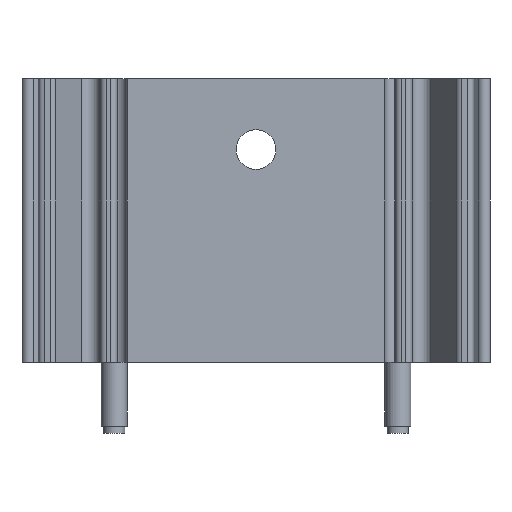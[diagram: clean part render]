
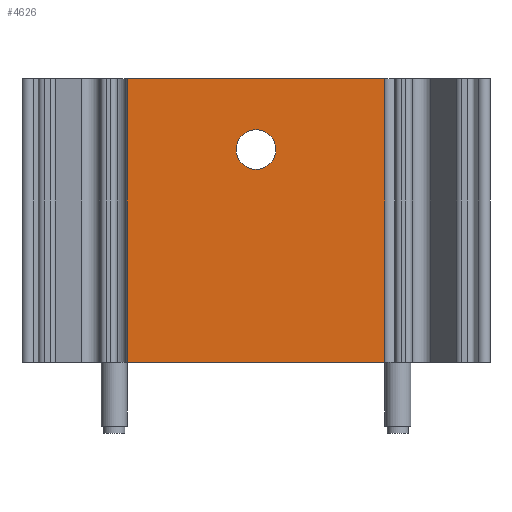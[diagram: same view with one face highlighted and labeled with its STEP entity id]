
A CAD part, front view. The second image highlights one B-rep face of the part: STEP entity #4626.
In plain terms, the highlighted planar face has unit normal (0, -1, 0).
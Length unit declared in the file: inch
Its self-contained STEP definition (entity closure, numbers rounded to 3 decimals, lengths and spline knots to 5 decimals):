
#168=DIRECTION('',(1.,0.,0.));
#169=VECTOR('',#168,0.909);
#170=CARTESIAN_POINT('',(-0.4545,0.,0.5));
#171=LINE('',#170,#169);
#1004=DIRECTION('',(1.,0.,0.));
#1005=VECTOR('',#1004,0.909);
#1006=CARTESIAN_POINT('',(-0.4545,0.,-0.5));
#1007=LINE('',#1006,#1005);
#1656=DIRECTION('',(0.,0.,-1.));
#1657=VECTOR('',#1656,1.);
#1658=CARTESIAN_POINT('',(0.4545,0.,0.5));
#1659=LINE('',#1658,#1657);
#1660=DIRECTION('',(0.,0.,1.));
#1661=VECTOR('',#1660,1.);
#1662=CARTESIAN_POINT('',(-0.4545,0.,-0.5));
#1663=LINE('',#1662,#1661);
#1664=CARTESIAN_POINT('',(0.,0.,0.25));
#1665=DIRECTION('',(0.,1.,0.));
#1666=DIRECTION('',(-1.,0.,0.));
#1667=AXIS2_PLACEMENT_3D('',#1664,#1665,#1666);
#1669=CARTESIAN_POINT('',(0.,0.,0.25));
#1670=DIRECTION('',(0.,1.,0.));
#1671=DIRECTION('',(1.,0.,0.));
#1672=AXIS2_PLACEMENT_3D('',#1669,#1670,#1671);
#2178=CARTESIAN_POINT('',(-0.4545,0.,-0.5));
#2179=CARTESIAN_POINT('',(-0.4545,0.,0.5));
#2180=VERTEX_POINT('',#2178);
#2181=VERTEX_POINT('',#2179);
#2494=CARTESIAN_POINT('',(0.4545,0.,0.5));
#2495=CARTESIAN_POINT('',(0.4545,0.,-0.5));
#2496=VERTEX_POINT('',#2494);
#2497=VERTEX_POINT('',#2495);
#2814=CARTESIAN_POINT('',(-0.07,0.,0.25));
#2815=CARTESIAN_POINT('',(0.07,0.,0.25));
#2816=VERTEX_POINT('',#2814);
#2817=VERTEX_POINT('',#2815);
#4608=CARTESIAN_POINT('',(-0.49,0.,-0.5));
#4609=DIRECTION('',(0.,-1.,0.));
#4610=DIRECTION('',(1.,0.,0.));
#4611=AXIS2_PLACEMENT_3D('',#4608,#4609,#4610);
#4612=PLANE('',#4611);
#4614=ORIENTED_EDGE('',*,*,#4613,.T.);
#4615=ORIENTED_EDGE('',*,*,#3464,.F.);
#4616=ORIENTED_EDGE('',*,*,#4603,.T.);
#4617=ORIENTED_EDGE('',*,*,#2948,.T.);
#4618=EDGE_LOOP('',(#4614,#4615,#4616,#4617));
#4619=FACE_OUTER_BOUND('',#4618,.F.);
#4621=ORIENTED_EDGE('',*,*,#4620,.F.);
#4623=ORIENTED_EDGE('',*,*,#4622,.F.);
#4624=EDGE_LOOP('',(#4621,#4623));
#4625=FACE_BOUND('',#4624,.F.);
#1668=CIRCLE('',#1667,0.07);
#1673=CIRCLE('',#1672,0.07);
#2948=EDGE_CURVE('',#2181,#2496,#171,.T.);
#3464=EDGE_CURVE('',#2180,#2497,#1007,.T.);
#4603=EDGE_CURVE('',#2180,#2181,#1663,.T.);
#4613=EDGE_CURVE('',#2496,#2497,#1659,.T.);
#4620=EDGE_CURVE('',#2816,#2817,#1668,.T.);
#4622=EDGE_CURVE('',#2817,#2816,#1673,.T.);
#4626=ADVANCED_FACE('',(#4619,#4625),#4612,.T.);
